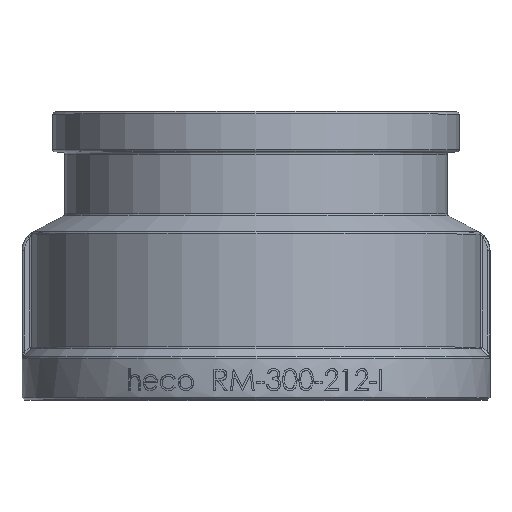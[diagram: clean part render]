
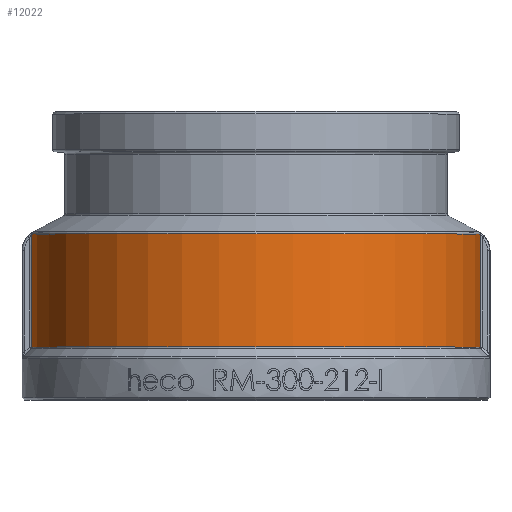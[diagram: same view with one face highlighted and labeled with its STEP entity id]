
A CAD part, top view. The second image highlights one B-rep face of the part: STEP entity #12022.
In plain terms, the highlighted cylindrical face has radius 47.5 mm (diameter 95 mm), a partial arc.
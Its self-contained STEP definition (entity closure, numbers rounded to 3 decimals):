
#980 = CIRCLE ( 'NONE', #10647, 47.5 ) ;
#2468 = CIRCLE ( 'NONE', #8568, 47.5 ) ;
#4507 = EDGE_LOOP ( 'NONE', ( #5325, #5249, #5229, #5221 ) ) ;
#5221 = ORIENTED_EDGE ( 'NONE', *, *, #12825, .F. ) ;
#5229 = ORIENTED_EDGE ( 'NONE', *, *, #12578, .F. ) ;
#5249 = ORIENTED_EDGE ( 'NONE', *, *, #12913, .F. ) ;
#5325 = ORIENTED_EDGE ( 'NONE', *, *, #12688, .F. ) ;
#6767 = DIRECTION ( 'NONE',  ( 0., 0., 1. ) ) ;
#6770 = DIRECTION ( 'NONE',  ( 0., 1., 0. ) ) ;
#6772 = CARTESIAN_POINT ( 'NONE',  ( 0., 4.612, 0. ) ) ;
#8568 = AXIS2_PLACEMENT_3D ( 'NONE', #6772, #6770, #6767 ) ;
#8586 = AXIS2_PLACEMENT_3D ( 'NONE', #21060, #21059, #21058 ) ;
#8678 = CYLINDRICAL_SURFACE ( 'NONE', #8586, 47.5 ) ;
#8681 = FACE_OUTER_BOUND ( 'NONE', #4507, .T. ) ;
#8746 = CARTESIAN_POINT ( 'NONE',  ( 47.407, 4.612, 2.969 ) ) ;
#8747 = CARTESIAN_POINT ( 'NONE',  ( -47.407, 4.612, 2.969 ) ) ;
#8757 = CARTESIAN_POINT ( 'NONE',  ( -47.407, -19.293, 2.969 ) ) ;
#8826 = LINE ( 'NONE', #16815, #8882 ) ;
#8882 = VECTOR ( 'NONE', #16814, 1000. ) ;
#10647 = AXIS2_PLACEMENT_3D ( 'NONE', #13614, #13613, #13612 ) ;
#12022 = ADVANCED_FACE ( 'NONE', ( #8681 ), #8678, .T. ) ;
#12418 = LINE ( 'NONE', #15777, #12445 ) ;
#12445 = VECTOR ( 'NONE', #15776, 1000. ) ;
#12578 = EDGE_CURVE ( 'NONE', #14880, #14904, #980, .T. ) ;
#12688 = EDGE_CURVE ( 'NONE', #14895, #14893, #2468, .T. ) ;
#12825 = EDGE_CURVE ( 'NONE', #14893, #14880, #8826, .T. ) ;
#12913 = EDGE_CURVE ( 'NONE', #14904, #14895, #12418, .T. ) ;
#13612 = DIRECTION ( 'NONE',  ( -1., 0., 0. ) ) ;
#13613 = DIRECTION ( 'NONE',  ( 0., -1., 0. ) ) ;
#13614 = CARTESIAN_POINT ( 'NONE',  ( 0., -19.293, 0. ) ) ;
#14880 = VERTEX_POINT ( 'NONE', #16753 ) ;
#14893 = VERTEX_POINT ( 'NONE', #8746 ) ;
#14895 = VERTEX_POINT ( 'NONE', #8747 ) ;
#14904 = VERTEX_POINT ( 'NONE', #8757 ) ;
#15776 = DIRECTION ( 'NONE',  ( 0., 1., 0. ) ) ;
#15777 = CARTESIAN_POINT ( 'NONE',  ( -47.407, -7.292, 2.969 ) ) ;
#16753 = CARTESIAN_POINT ( 'NONE',  ( 47.407, -19.293, 2.969 ) ) ;
#16814 = DIRECTION ( 'NONE',  ( 0., -1., 0. ) ) ;
#16815 = CARTESIAN_POINT ( 'NONE',  ( 47.407, -7.292, 2.969 ) ) ;
#21058 = DIRECTION ( 'NONE',  ( 1., 0., 0. ) ) ;
#21059 = DIRECTION ( 'NONE',  ( 0., -1., 0. ) ) ;
#21060 = CARTESIAN_POINT ( 'NONE',  ( 0., -7.292, 0. ) ) ;
